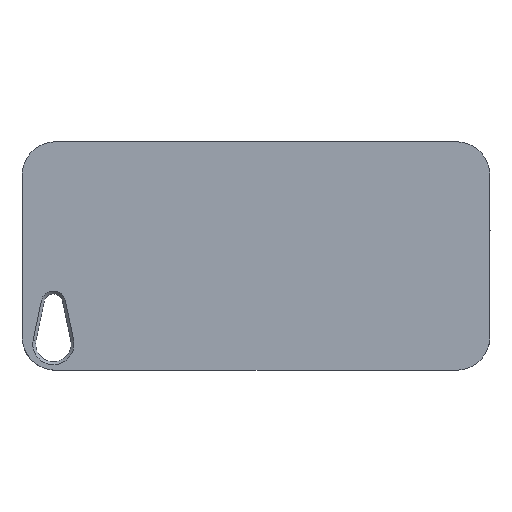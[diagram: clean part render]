
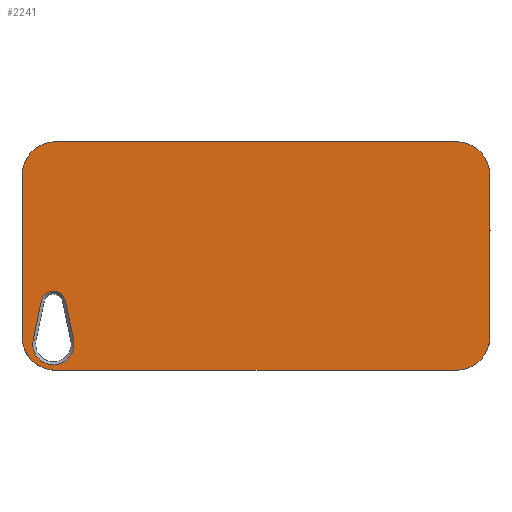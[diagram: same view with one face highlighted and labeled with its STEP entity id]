
A CAD part, front view. The second image highlights one B-rep face of the part: STEP entity #2241.
In plain terms, the highlighted planar face has unit normal (0, -1, 0).
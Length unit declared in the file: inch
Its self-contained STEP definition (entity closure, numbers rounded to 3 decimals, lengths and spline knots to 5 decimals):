
#72=FACE_BOUND('',#374,.T.);
#103=PLANE('',#2467);
#238=FACE_OUTER_BOUND('',#373,.T.);
#373=EDGE_LOOP('',(#1890,#1891,#1892,#1893,#1894,#1895,#1896,#1897));
#374=EDGE_LOOP('',(#1898,#1899,#1900,#1901));
#477=LINE('',#3539,#654);
#533=LINE('',#4584,#710);
#543=LINE('',#4627,#720);
#544=LINE('',#4632,#721);
#545=LINE('',#4638,#722);
#546=LINE('',#4641,#723);
#654=VECTOR('',#2778,1.72);
#710=VECTOR('',#3000,1.72);
#720=VECTOR('',#3044,4.275);
#721=VECTOR('',#3049,4.275);
#722=VECTOR('',#3054,0.42559);
#723=VECTOR('',#3057,0.42559);
#863=CIRCLE('',#2466,0.36);
#864=CIRCLE('',#2468,0.36);
#865=CIRCLE('',#2469,0.36);
#866=CIRCLE('',#2470,0.36);
#867=CIRCLE('',#2471,0.22);
#868=CIRCLE('',#2472,0.13);
#966=VERTEX_POINT('',#3536);
#967=VERTEX_POINT('',#3538);
#1056=VERTEX_POINT('',#4581);
#1057=VERTEX_POINT('',#4583);
#1062=VERTEX_POINT('',#4622);
#1063=VERTEX_POINT('',#4626);
#1064=VERTEX_POINT('',#4629);
#1065=VERTEX_POINT('',#4631);
#1066=VERTEX_POINT('',#4634);
#1067=VERTEX_POINT('',#4635);
#1068=VERTEX_POINT('',#4637);
#1069=VERTEX_POINT('',#4639);
#1212=EDGE_CURVE('',#967,#966,#477,.T.);
#1343=EDGE_CURVE('',#1056,#1057,#533,.T.);
#1359=EDGE_CURVE('',#1062,#1056,#863,.T.);
#1360=EDGE_CURVE('',#1062,#1063,#543,.T.);
#1361=EDGE_CURVE('',#967,#1063,#864,.T.);
#1362=EDGE_CURVE('',#1064,#966,#865,.T.);
#1363=EDGE_CURVE('',#1064,#1065,#544,.T.);
#1364=EDGE_CURVE('',#1057,#1065,#866,.T.);
#1365=EDGE_CURVE('',#1066,#1067,#867,.T.);
#1366=EDGE_CURVE('',#1068,#1066,#545,.T.);
#1367=EDGE_CURVE('',#1069,#1068,#868,.T.);
#1368=EDGE_CURVE('',#1067,#1069,#546,.T.);
#1890=ORIENTED_EDGE('',*,*,#1359,.F.);
#1891=ORIENTED_EDGE('',*,*,#1360,.T.);
#1892=ORIENTED_EDGE('',*,*,#1361,.F.);
#1893=ORIENTED_EDGE('',*,*,#1212,.T.);
#1894=ORIENTED_EDGE('',*,*,#1362,.F.);
#1895=ORIENTED_EDGE('',*,*,#1363,.T.);
#1896=ORIENTED_EDGE('',*,*,#1364,.F.);
#1897=ORIENTED_EDGE('',*,*,#1343,.F.);
#1898=ORIENTED_EDGE('',*,*,#1365,.F.);
#1899=ORIENTED_EDGE('',*,*,#1366,.F.);
#1900=ORIENTED_EDGE('',*,*,#1367,.F.);
#1901=ORIENTED_EDGE('',*,*,#1368,.F.);
#2241=ADVANCED_FACE('',(#238,#72),#103,.F.);
#2466=AXIS2_PLACEMENT_3D('',#4624,#3040,#3041);
#2467=AXIS2_PLACEMENT_3D('',#4625,#3042,#3043);
#2468=AXIS2_PLACEMENT_3D('',#4628,#3045,#3046);
#2469=AXIS2_PLACEMENT_3D('',#4630,#3047,#3048);
#2470=AXIS2_PLACEMENT_3D('',#4633,#3050,#3051);
#2471=AXIS2_PLACEMENT_3D('',#4636,#3052,#3053);
#2472=AXIS2_PLACEMENT_3D('',#4640,#3055,#3056);
#2778=DIRECTION('',(0.,0.,1.));
#3000=DIRECTION('',(0.,0.,1.));
#3040=DIRECTION('center_axis',(0.,1.,0.));
#3041=DIRECTION('ref_axis',(-0.707,0.,-0.707));
#3042=DIRECTION('center_axis',(0.,1.,0.));
#3043=DIRECTION('ref_axis',(-1.,0.,0.));
#3044=DIRECTION('',(1.,0.,0.));
#3045=DIRECTION('center_axis',(0.,1.,0.));
#3046=DIRECTION('ref_axis',(0.707,0.,-0.707));
#3047=DIRECTION('center_axis',(0.,1.,0.));
#3048=DIRECTION('ref_axis',(0.707,0.,0.707));
#3049=DIRECTION('',(-1.,0.,0.));
#3050=DIRECTION('center_axis',(0.,1.,0.));
#3051=DIRECTION('ref_axis',(-0.707,0.,0.707));
#3052=DIRECTION('center_axis',(0.,-1.,0.));
#3053=DIRECTION('ref_axis',(-0.978,0.,-0.207));
#3054=DIRECTION('',(-0.207,0.,-0.978));
#3055=DIRECTION('center_axis',(0.,-1.,0.));
#3056=DIRECTION('ref_axis',(-0.978,0.,0.207));
#3057=DIRECTION('',(-0.207,0.,0.978));
#3536=CARTESIAN_POINT('',(5.135,0.688,2.26999));
#3538=CARTESIAN_POINT('',(5.135,0.688,0.54999));
#3539=CARTESIAN_POINT('',(5.135,0.688,1.375));
#4581=CARTESIAN_POINT('',(0.14,0.688,0.54999));
#4583=CARTESIAN_POINT('',(0.14,0.688,2.26999));
#4584=CARTESIAN_POINT('',(0.14,0.688,1.375));
#4622=CARTESIAN_POINT('',(0.5,0.688,0.18999));
#4624=CARTESIAN_POINT('Origin',(0.5,0.688,0.54999));
#4625=CARTESIAN_POINT('Origin',(5.135,0.688,1.375));
#4626=CARTESIAN_POINT('',(4.775,0.688,0.18999));
#4627=CARTESIAN_POINT('',(3.88625,0.688,0.18999));
#4628=CARTESIAN_POINT('Origin',(4.775,0.688,0.54999));
#4629=CARTESIAN_POINT('',(4.775,0.688,2.62999));
#4630=CARTESIAN_POINT('Origin',(4.775,0.688,2.26999));
#4631=CARTESIAN_POINT('',(0.5,0.688,2.62999));
#4632=CARTESIAN_POINT('',(3.88625,0.688,2.62999));
#4633=CARTESIAN_POINT('Origin',(0.5,0.688,2.26999));
#4634=CARTESIAN_POINT('',(0.25976,0.688,0.51552));
#4635=CARTESIAN_POINT('',(0.69024,0.688,0.51552));
#4636=CARTESIAN_POINT('Origin',(0.475,0.688,0.47));
#4637=CARTESIAN_POINT('',(0.34781,0.688,0.9319));
#4638=CARTESIAN_POINT('',(0.45109,0.688,1.42029));
#4639=CARTESIAN_POINT('',(0.60219,0.688,0.9319));
#4640=CARTESIAN_POINT('Origin',(0.475,0.688,0.905));
#4641=CARTESIAN_POINT('',(0.65436,0.688,0.6852));
